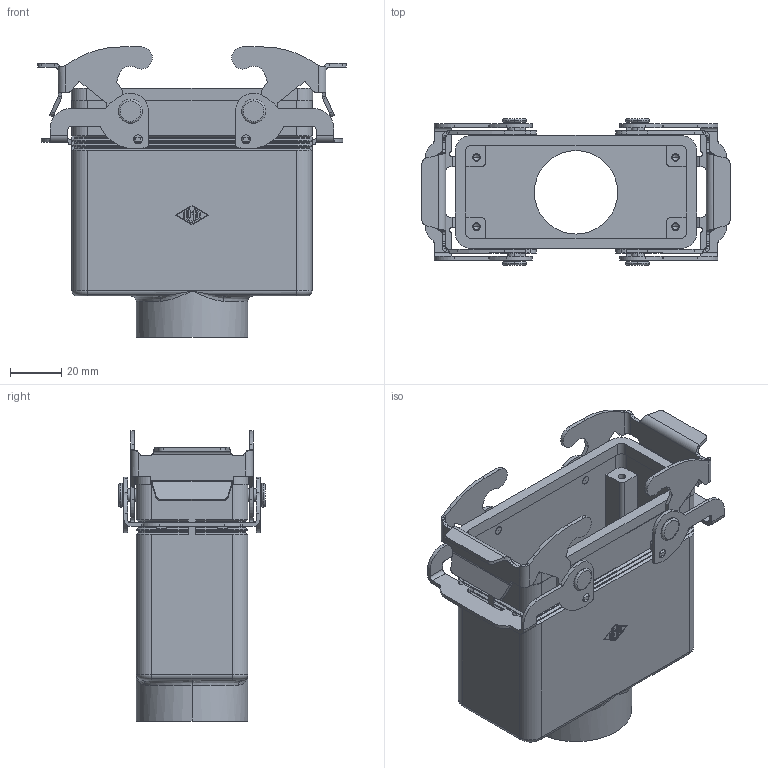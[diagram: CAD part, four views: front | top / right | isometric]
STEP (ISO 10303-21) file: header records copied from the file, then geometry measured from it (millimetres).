
FILE_DESCRIPTION((''),'2;1');
FILE_NAME('CVAV 16 G29.stp','2006-12-19T10:10:56',('gembarski'),(''),'Autodesk Inventor 7','Autodesk Inventor 7','');
FILE_SCHEMA(('AUTOMOTIVE_DESIGN { 1 0 10303 214 1 1 1 1 }'));
Length unit declared in the file: millimetre
Products named in the file (1): CVAV 16 G29
Bounding box: 119.97 x 57 x 113 mm (x, y, z)
Volume: 106522.3 mm3; surface area: 69584.3 mm2
Topology: 3 solids, 3 shells, 721 faces, 1913 edges, 1220 vertices
Faces by surface type: bspline 297, plane 208, cylinder 188, cone 16, torus 12
Entity records: 27914 total; most frequent: CARTESIAN_POINT 10690, ORIENTED_EDGE 3794, DIRECTION 3295, EDGE_CURVE 1897, VERTEX_POINT 1220, VECTOR 1181, LINE 1181, AXIS2_PLACEMENT_3D 1057
